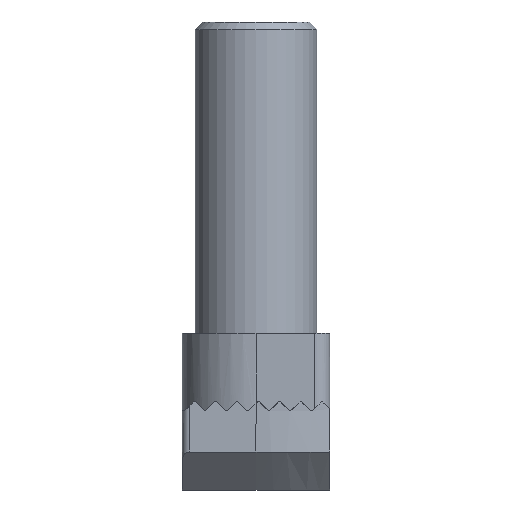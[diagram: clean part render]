
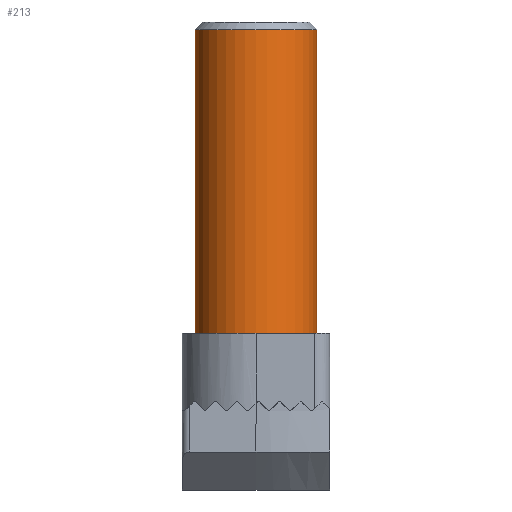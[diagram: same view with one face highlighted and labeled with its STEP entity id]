
A CAD part, front view. The second image highlights one B-rep face of the part: STEP entity #213.
In plain terms, the highlighted cylindrical face has radius 4 mm (diameter 8 mm), a full revolution.
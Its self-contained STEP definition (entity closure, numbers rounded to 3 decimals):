
#213=ADVANCED_FACE('',(#306,#307),#308,.T.);
#306=FACE_OUTER_BOUND('',#478,.T.);
#307=FACE_OUTER_BOUND('',#479,.T.);
#308=CYLINDRICAL_SURFACE('',#480,4.0);
#478=EDGE_LOOP('',(#794));
#479=EDGE_LOOP('',(#795));
#480=AXIS2_PLACEMENT_3D('',#796,#797,#798);
#794=ORIENTED_EDGE('',*,*,#1429,.T.);
#795=ORIENTED_EDGE('',*,*,#1431,.T.);
#796=CARTESIAN_POINT('',(0.0,0.0,0.0));
#797=DIRECTION('',(0.0,0.0,1.0));
#798=DIRECTION('',(1.0,0.0,0.0));
#1429=EDGE_CURVE('',#1766,#1766,#1767,.F.);
#1431=EDGE_CURVE('',#1770,#1770,#1771,.T.);
#1766=VERTEX_POINT('',#2240);
#1767=CIRCLE('',#2241,4.0);
#1770=VERTEX_POINT('',#2244);
#1771=CIRCLE('',#2245,4.0);
#2240=CARTESIAN_POINT('',(4.0,0.,24.5));
#2241=AXIS2_PLACEMENT_3D('',#2686,#2687,#2688);
#2244=CARTESIAN_POINT('',(4.0,0.0,4.5));
#2245=AXIS2_PLACEMENT_3D('',#2692,#2693,#2694);
#2686=CARTESIAN_POINT('',(0.0,0.0,24.5));
#2687=DIRECTION('',(0.0,0.0,1.0));
#2688=DIRECTION('',(1.0,0.0,0.0));
#2692=CARTESIAN_POINT('',(0.0,0.0,4.5));
#2693=DIRECTION('',(0.0,0.0,1.0));
#2694=DIRECTION('',(1.0,0.0,0.0));
